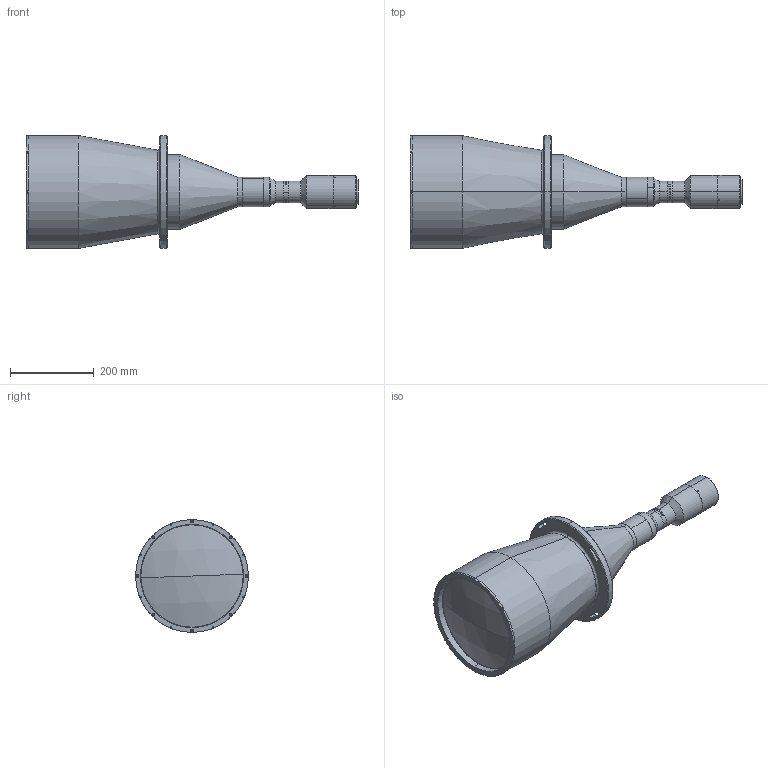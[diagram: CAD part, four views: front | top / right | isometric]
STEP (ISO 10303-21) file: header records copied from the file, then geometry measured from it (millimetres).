
FILE_DESCRIPTION (( 'STEP AP203' ), '1' );
FILE_NAME ('XF-PTL23844-M58-11.48.STEP', '2019-07-22T07:02:14', ( 'puyufan' ), ( '' ), 'SwSTEP 2.0', 'SolidWorks 2014', '' );
FILE_SCHEMA (( 'CONFIG_CONTROL_DESIGN' ));
Length unit declared in the file: millimetre
Products named in the file (1): XF-PTL23844-M58-11.48
Bounding box: 794.39 x 270 x 270 mm (x, y, z)
Surface area: 593250.5 mm2 (no closed solid volume)
Topology: 0 solids, 47 shells, 294 faces, 1275 edges, 1011 vertices
Faces by surface type: cylinder 133, plane 93, cone 58, torus 8, sphere 2
Entity records: 17544 total; most frequent: CARTESIAN_POINT 7135, DIRECTION 2179, ORIENTED_EDGE 1812, EDGE_CURVE 1259, VERTEX_POINT 1011, AXIS2_PLACEMENT_3D 821, LINE 537, VECTOR 537
